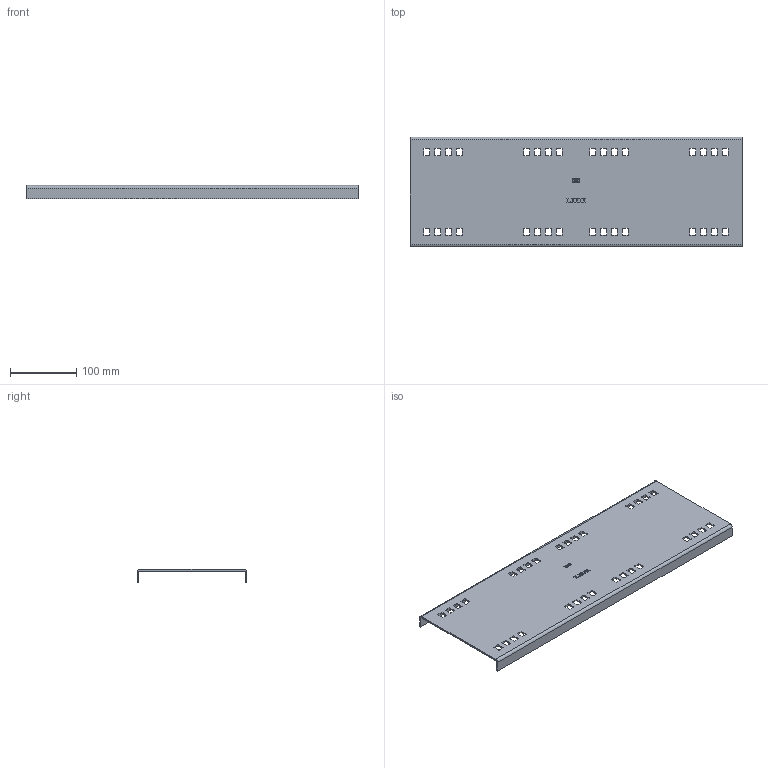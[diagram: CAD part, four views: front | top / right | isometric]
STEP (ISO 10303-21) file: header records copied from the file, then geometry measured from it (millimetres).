
FILE_DESCRIPTION((''),'2;1');
FILE_NAME('6227708','2013-01-29T',('AndreasKeweloh'),(''),'PRO/ENGINEER BY PARAMETRIC TECHNOLOGY CORPORATION, 2012360','PRO/ENGINEER BY PARAMETRIC TECHNOLOGY CORPORATION, 2012360','');
FILE_SCHEMA(('CONFIG_CONTROL_DESIGN'));
Length unit declared in the file: millimetre
Products named in the file (1): 6227708
Bounding box: 500 x 165.5 x 20 mm (x, y, z)
Volume: 239746.9 mm3; surface area: 198533.4 mm2
Topology: 1 solids, 1 shells, 420 faces, 1193 edges, 790 vertices
Faces by surface type: plane 242, cylinder 137, extrusion 41
Entity records: 15435 total; most frequent: CARTESIAN_POINT 4233, ORIENTED_EDGE 2386, DIRECTION 2184, EDGE_CURVE 1193, VECTOR 878, LINE 837, VERTEX_POINT 790, AXIS2_PLACEMENT_3D 653
